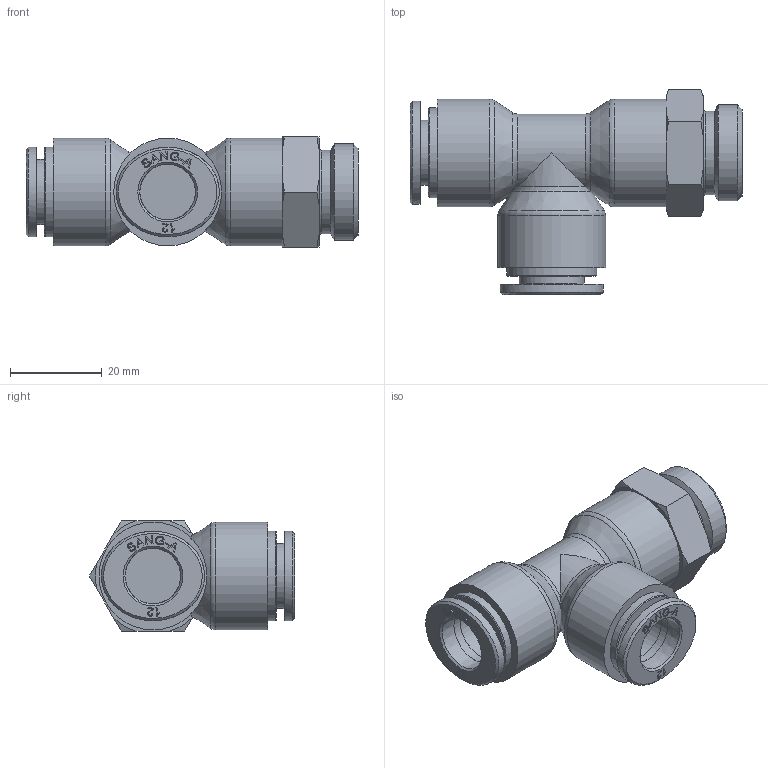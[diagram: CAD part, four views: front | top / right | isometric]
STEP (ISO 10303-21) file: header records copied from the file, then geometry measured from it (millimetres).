
FILE_DESCRIPTION((''),'2;1');
FILE_NAME('HR-PST 12G04.stp','2020-03-19T13:57:42',('user'),(''),'Autodesk Inventor 2013','Autodesk Inventor 2013','');
FILE_SCHEMA(('AUTOMOTIVE_DESIGN { 1 0 10303 214 1 1 1 1 }'));
Length unit declared in the file: millimetre
Products named in the file (6): 조립품5; HR-PUT 12 BODY; HR-COLLAR 12; HR-Collar 12L(SUS); HR-SLEEVE 12; HR-PL BODY 12G04
Assembly tree (6 placements, depth 3):
  조립품5
    HR-PUT 12 BODY
    HR-COLLAR 12  x2
      HR-Collar 12L(SUS)
      HR-SLEEVE 12
    HR-PL BODY 12G04
Bounding box: 72.4 x 44.76 x 24 mm (x, y, z)
Volume: 26031.8 mm3; surface area: 13069.5 mm2
Topology: 6 solids, 6 shells, 285 faces, 718 edges, 472 vertices
Faces by surface type: plane 152, bspline 80, cone 28, cylinder 18, torus 7
Full cylindrical faces by diameter (mm): 8 x1, 12.18 x2, 12.2 x3, 14.2 x2, 18.2 x1, 19.6 x2, 20.955 x1, 23.5 x3
Entity records: 5306 total; most frequent: CARTESIAN_POINT 1534, ORIENTED_EDGE 772, DIRECTION 628, EDGE_CURVE 386, VERTEX_POINT 268, EDGE_LOOP 220, VECTOR 216, LINE 216
